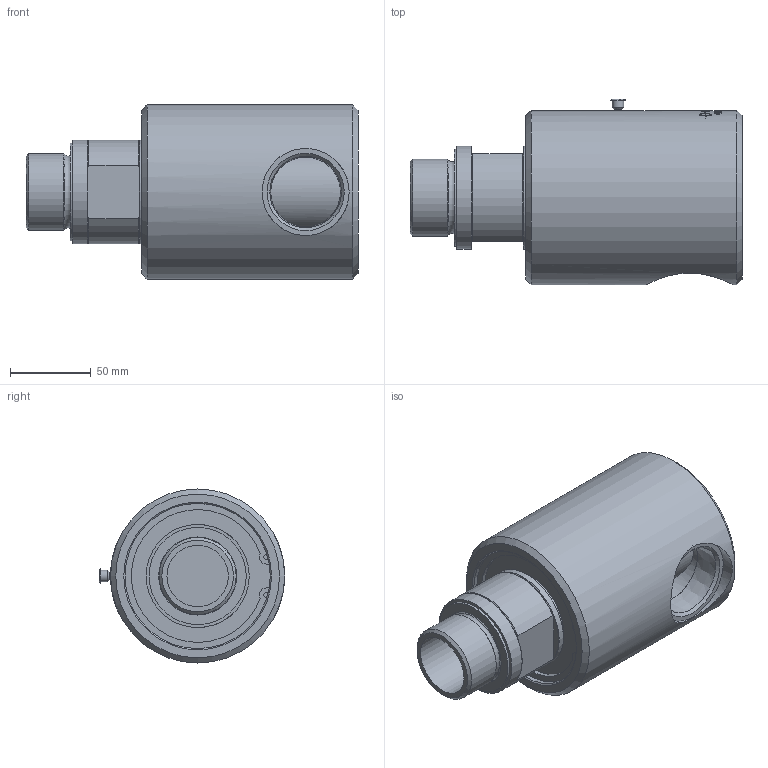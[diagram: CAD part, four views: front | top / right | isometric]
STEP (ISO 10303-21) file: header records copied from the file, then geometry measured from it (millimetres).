
FILE_DESCRIPTION(/* description */ (''),/* implementation_level */ '2;1');
FILE_NAME(/* name */ '452-000-199-IC.stp',/* time_stamp */ '2020-05-18T11:18:32-05:00',/* author */ ('Moorera'),/* organization */ (''),/* preprocessor_version */ 'ST-DEVELOPER v18.1',/* originating_system */ 'Autodesk Inventor 2020',/* authorisation */ '');
FILE_SCHEMA (('AUTOMOTIVE_DESIGN { 1 0 10303 214 3 1 1 }'));
Length unit declared in the file: millimetre
Products named in the file (1): 452-000-199-IC
Bounding box: 205.97 x 115 x 108 mm (x, y, z)
Volume: 1248383.1 mm3; surface area: 95722 mm2
Topology: 1 solids, 2 shells, 356 faces, 935 edges, 629 vertices
Faces by surface type: bspline 177, plane 104, cylinder 57, cone 16, torus 2
Full cylindrical faces by diameter (mm): 3.175 x2, 4.7 x1, 4.763 x1, 7.144 x1, 38.1 x1, 43.256 x1, 47.803 x1, 48.4 x1, 54 x1, 56.25 x1, 60.3 x1, 64 x2, 90.07 x1, 108 x1
Entity records: 15393 total; most frequent: CARTESIAN_POINT 7442, ORIENTED_EDGE 1870, DIRECTION 1143, EDGE_CURVE 935, VERTEX_POINT 629, EDGE_LOOP 402, AXIS2_PLACEMENT_3D 402, B_SPLINE_CURVE_WITH_KNOTS 366
